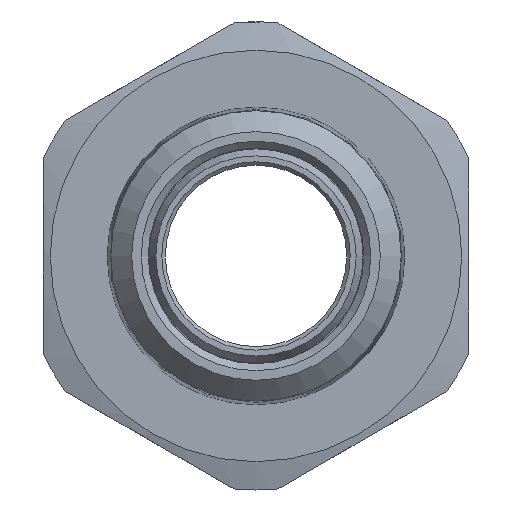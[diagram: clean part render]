
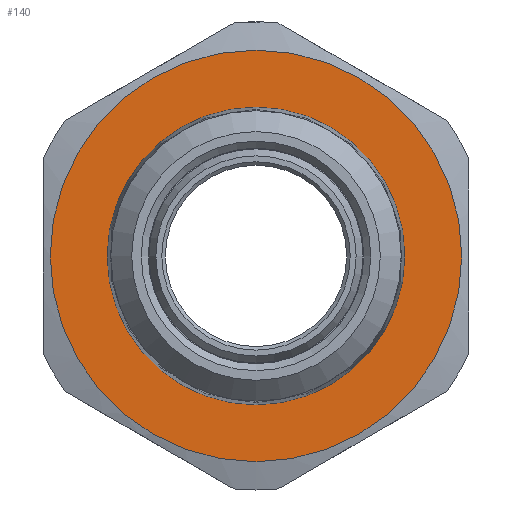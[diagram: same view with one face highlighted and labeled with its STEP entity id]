
A CAD part, left-side view. The second image highlights one B-rep face of the part: STEP entity #140.
In plain terms, the highlighted planar face has unit normal (-1, 0, 0).
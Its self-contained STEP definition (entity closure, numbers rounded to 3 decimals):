
#43 = DIRECTION ( 'NONE',  ( 1., 0., 0. ) ) ;
#140 = ADVANCED_FACE ( 'NONE', ( #1043, #1482 ), #2138, .F. ) ;
#390 = AXIS2_PLACEMENT_3D ( 'NONE', #7255, #445, #4437 ) ;
#445 = DIRECTION ( 'NONE',  ( 1., 0., 0. ) ) ;
#479 = DIRECTION ( 'NONE',  ( 0., 0., -1. ) ) ;
#1043 = FACE_OUTER_BOUND ( 'NONE', #2067, .T. ) ;
#1482 = FACE_BOUND ( 'NONE', #5352, .T. ) ;
#1736 = DIRECTION ( 'NONE',  ( 0., 0., -1. ) ) ;
#1757 = AXIS2_PLACEMENT_3D ( 'NONE', #6812, #43, #1736 ) ;
#1912 = CIRCLE ( 'NONE', #4233, 14.75 ) ;
#2067 = EDGE_LOOP ( 'NONE', ( #6425 ) ) ;
#2072 = CIRCLE ( 'NONE', #1757, 10.67 ) ;
#2138 = PLANE ( 'NONE',  #390 ) ;
#2253 = EDGE_CURVE ( 'NONE', #5593, #5593, #1912, .T. ) ;
#2327 = VERTEX_POINT ( 'NONE', #4953 ) ;
#2702 = CARTESIAN_POINT ( 'NONE',  ( 20.2, 0., -14.75 ) ) ;
#3844 = DIRECTION ( 'NONE',  ( 1., 0., 0. ) ) ;
#3888 = ORIENTED_EDGE ( 'NONE', *, *, #6153, .T. ) ;
#4233 = AXIS2_PLACEMENT_3D ( 'NONE', #5064, #3844, #479 ) ;
#4437 = DIRECTION ( 'NONE',  ( 0., 0., -1. ) ) ;
#4953 = CARTESIAN_POINT ( 'NONE',  ( 20.2, 0., -10.67 ) ) ;
#5064 = CARTESIAN_POINT ( 'NONE',  ( 20.2, 0., 0. ) ) ;
#5352 = EDGE_LOOP ( 'NONE', ( #3888 ) ) ;
#5593 = VERTEX_POINT ( 'NONE', #2702 ) ;
#6153 = EDGE_CURVE ( 'NONE', #2327, #2327, #2072, .T. ) ;
#6425 = ORIENTED_EDGE ( 'NONE', *, *, #2253, .F. ) ;
#6812 = CARTESIAN_POINT ( 'NONE',  ( 20.2, 0., 0. ) ) ;
#7255 = CARTESIAN_POINT ( 'NONE',  ( 20.2, 10.67, 0. ) ) ;
